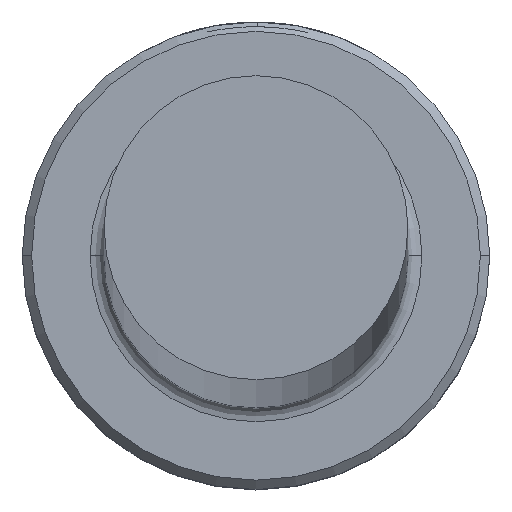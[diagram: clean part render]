
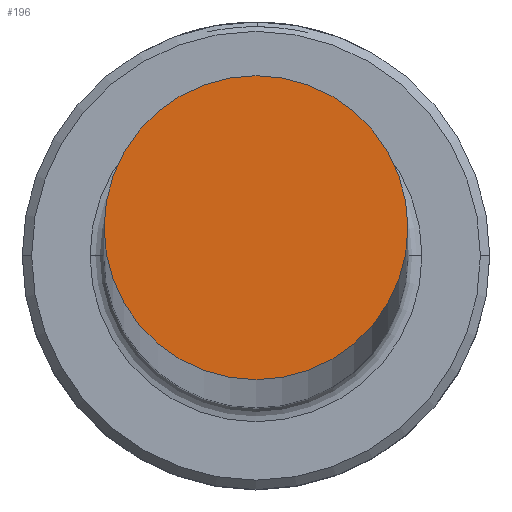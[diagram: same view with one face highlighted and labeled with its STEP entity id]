
A CAD part, top view. The second image highlights one B-rep face of the part: STEP entity #196.
In plain terms, the highlighted planar face has unit normal (0, 0, 1).
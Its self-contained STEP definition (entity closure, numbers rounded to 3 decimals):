
#36 = CARTESIAN_POINT ( 'NONE',  ( 3.25, 0., 350. ) ) ;
#91 = DIRECTION ( 'NONE',  ( 1., 0., 0. ) ) ;
#118 = FACE_OUTER_BOUND ( 'NONE', #398, .T. ) ;
#122 = EDGE_CURVE ( 'NONE', #593, #636, #226, .T. ) ;
#132 = DIRECTION ( 'NONE',  ( 0., 0., 1. ) ) ;
#187 = DIRECTION ( 'NONE',  ( 0., 0., 1. ) ) ;
#196 = ADVANCED_FACE ( 'NONE', ( #118 ), #207, .T. ) ;
#207 = PLANE ( 'NONE',  #1080 ) ;
#226 = CIRCLE ( 'NONE', #882, 3.25 ) ;
#242 = CIRCLE ( 'NONE', #973, 3.25 ) ;
#314 = CARTESIAN_POINT ( 'NONE',  ( 0., 0., 350. ) ) ;
#398 = EDGE_LOOP ( 'NONE', ( #1157, #564 ) ) ;
#439 = DIRECTION ( 'NONE',  ( 1., 0., 0. ) ) ;
#444 = DIRECTION ( 'NONE',  ( 0., 0., 1. ) ) ;
#458 = CARTESIAN_POINT ( 'NONE',  ( 0., 0., 350. ) ) ;
#564 = ORIENTED_EDGE ( 'NONE', *, *, #849, .T. ) ;
#593 = VERTEX_POINT ( 'NONE', #691 ) ;
#636 = VERTEX_POINT ( 'NONE', #36 ) ;
#686 = CARTESIAN_POINT ( 'NONE',  ( 0., 0., 350. ) ) ;
#691 = CARTESIAN_POINT ( 'NONE',  ( -3.25, 0., 350. ) ) ;
#774 = DIRECTION ( 'NONE',  ( 1., 0., 0. ) ) ;
#849 = EDGE_CURVE ( 'NONE', #636, #593, #242, .T. ) ;
#882 = AXIS2_PLACEMENT_3D ( 'NONE', #458, #444, #439 ) ;
#973 = AXIS2_PLACEMENT_3D ( 'NONE', #686, #132, #774 ) ;
#1080 = AXIS2_PLACEMENT_3D ( 'NONE', #314, #187, #91 ) ;
#1157 = ORIENTED_EDGE ( 'NONE', *, *, #122, .T. ) ;
